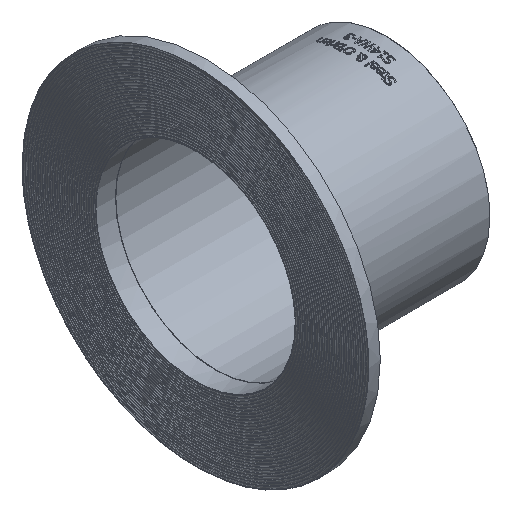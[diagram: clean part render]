
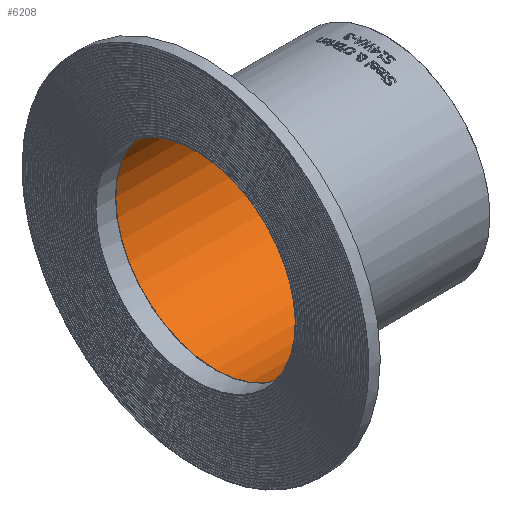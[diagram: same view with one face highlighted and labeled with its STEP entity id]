
A CAD part, isometric view. The second image highlights one B-rep face of the part: STEP entity #6208.
In plain terms, the highlighted cylindrical face has radius 36.449 mm (diameter 72.898 mm), a full revolution.
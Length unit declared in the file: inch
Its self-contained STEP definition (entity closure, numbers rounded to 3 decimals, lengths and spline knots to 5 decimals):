
#99=FACE_BOUND('',#1126,.T.);
#745=FACE_OUTER_BOUND('',#1125,.T.);
#1125=EDGE_LOOP('',(#5760));
#1126=EDGE_LOOP('',(#5761));
#2098=CIRCLE('',#6583,1.435);
#2101=CIRCLE('',#6588,1.435);
#3029=VERTEX_POINT('',#13752);
#3032=VERTEX_POINT('',#13760);
#3944=EDGE_CURVE('',#3029,#3029,#2098,.T.);
#3947=EDGE_CURVE('',#3032,#3032,#2101,.T.);
#5760=ORIENTED_EDGE('',*,*,#3947,.F.);
#5761=ORIENTED_EDGE('',*,*,#3944,.F.);
#5832=CYLINDRICAL_SURFACE('',#6587,1.435);
#6208=ADVANCED_FACE('',(#745,#99),#5832,.F.);
#6583=AXIS2_PLACEMENT_3D('',#13753,#7734,#7735);
#6587=AXIS2_PLACEMENT_3D('',#13759,#7742,#7743);
#6588=AXIS2_PLACEMENT_3D('',#13761,#7744,#7745);
#7734=DIRECTION('center_axis',(-1.,0.,0.));
#7735=DIRECTION('ref_axis',(0.,0.,-1.));
#7742=DIRECTION('center_axis',(-1.,0.,0.));
#7743=DIRECTION('ref_axis',(0.,0.,-1.));
#7744=DIRECTION('center_axis',(1.,0.,0.));
#7745=DIRECTION('ref_axis',(0.,0.,-1.));
#13752=CARTESIAN_POINT('',(2.745,0.,1.435));
#13753=CARTESIAN_POINT('Origin',(2.745,0.,0.));
#13759=CARTESIAN_POINT('Origin',(2.75,0.,0.));
#13760=CARTESIAN_POINT('',(0.291,0.,1.435));
#13761=CARTESIAN_POINT('Origin',(0.291,0.,0.));
